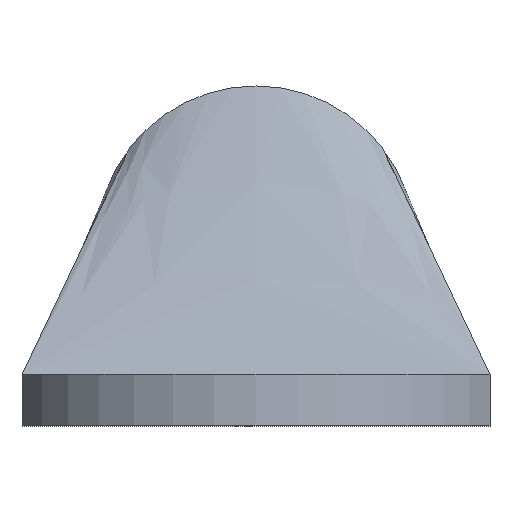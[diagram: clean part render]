
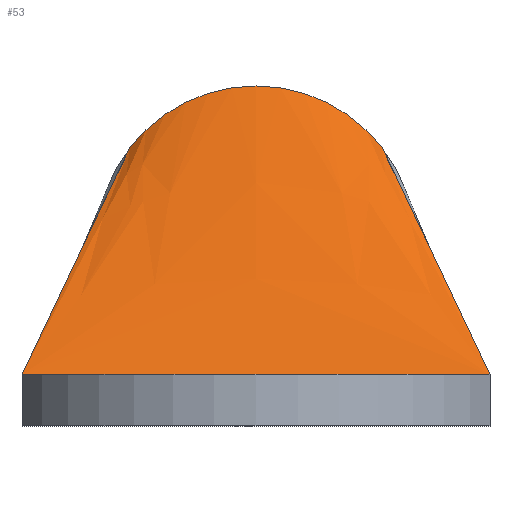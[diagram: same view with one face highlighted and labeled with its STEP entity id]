
A CAD part, top view. The second image highlights one B-rep face of the part: STEP entity #53.
In plain terms, the highlighted free-form (B-spline) face has degree [3, 3] with [9, 4] control points.
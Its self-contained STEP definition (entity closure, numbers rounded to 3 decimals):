
#53=ADVANCED_FACE('',(#80),#81,.F.);
#80=FACE_OUTER_BOUND('',#144,.T.);
#81=B_SPLINE_SURFACE_WITH_KNOTS('',3,3,((#145,#146,#147,#148),(#149,#150,#151,#152),(#153,#154,#155,#156),(#157,#158,#159,#160),(#161,#162,#163,#164),(#165,#166,#167,#168),(#169,#170,#171,#172),(#173,#174,#175,#176),(#177,#178,#179,#180)),.UNSPECIFIED.,.F.,.F.,.F.,(4,1,1,1,1,1,4),(4,4),(0.,0.0,0.25,0.5,0.75,1.0,1.),(0.,1.),.UNSPECIFIED.);
#144=EDGE_LOOP('',(#314,#315,#316,#317,#318));
#145=CARTESIAN_POINT('',(5.502,1.199,-7.));
#146=CARTESIAN_POINT('',(4.657,2.98,-8.166));
#147=CARTESIAN_POINT('',(3.812,4.762,-9.333));
#148=CARTESIAN_POINT('',(2.968,6.543,-10.5));
#149=CARTESIAN_POINT('',(5.501,1.199,-7.));
#150=CARTESIAN_POINT('',(4.657,2.98,-8.166));
#151=CARTESIAN_POINT('',(3.812,4.762,-9.333));
#152=CARTESIAN_POINT('',(2.968,6.543,-10.5));
#153=CARTESIAN_POINT('',(4.584,1.199,-7.));
#154=CARTESIAN_POINT('',(3.929,3.131,-8.166));
#155=CARTESIAN_POINT('',(3.274,5.063,-9.333));
#156=CARTESIAN_POINT('',(2.618,6.995,-10.5));
#157=CARTESIAN_POINT('',(2.75,1.199,-7.));
#158=CARTESIAN_POINT('',(2.404,3.378,-8.166));
#159=CARTESIAN_POINT('',(2.058,5.557,-9.333));
#160=CARTESIAN_POINT('',(1.711,7.735,-10.5));
#161=CARTESIAN_POINT('',(0.0,1.199,-7.));
#162=CARTESIAN_POINT('',(0.0,3.51,-8.166));
#163=CARTESIAN_POINT('',(0.0,5.822,-9.333));
#164=CARTESIAN_POINT('',(0.0,8.133,-10.5));
#165=CARTESIAN_POINT('',(-2.75,1.199,-7.));
#166=CARTESIAN_POINT('',(-2.404,3.378,-8.166));
#167=CARTESIAN_POINT('',(-2.058,5.557,-9.333));
#168=CARTESIAN_POINT('',(-1.711,7.735,-10.5));
#169=CARTESIAN_POINT('',(-4.584,1.199,-7.));
#170=CARTESIAN_POINT('',(-3.929,3.131,-8.166));
#171=CARTESIAN_POINT('',(-3.274,5.063,-9.333));
#172=CARTESIAN_POINT('',(-2.618,6.995,-10.5));
#173=CARTESIAN_POINT('',(-5.501,1.199,-7.));
#174=CARTESIAN_POINT('',(-4.657,2.98,-8.166));
#175=CARTESIAN_POINT('',(-3.812,4.762,-9.333));
#176=CARTESIAN_POINT('',(-2.968,6.543,-10.5));
#177=CARTESIAN_POINT('',(-5.502,1.199,-7.));
#178=CARTESIAN_POINT('',(-4.657,2.98,-8.166));
#179=CARTESIAN_POINT('',(-3.812,4.762,-9.333));
#180=CARTESIAN_POINT('',(-2.968,6.543,-10.5));
#314=ORIENTED_EDGE('',*,*,#393,.T.);
#315=ORIENTED_EDGE('',*,*,#400,.T.);
#316=ORIENTED_EDGE('',*,*,#401,.T.);
#317=ORIENTED_EDGE('',*,*,#402,.F.);
#318=ORIENTED_EDGE('',*,*,#387,.T.);
#387=EDGE_CURVE('',#433,#434,#435,.T.);
#393=EDGE_CURVE('',#434,#443,#444,.T.);
#400=EDGE_CURVE('',#443,#454,#456,.T.);
#401=EDGE_CURVE('',#454,#457,#458,.T.);
#402=EDGE_CURVE('',#433,#457,#459,.T.);
#433=VERTEX_POINT('',#500);
#434=VERTEX_POINT('',#501);
#435=LINE('',#502,#503);
#443=VERTEX_POINT('',#515);
#444=LINE('',#516,#517);
#454=VERTEX_POINT('',#529);
#456=CIRCLE('',#532,3.75);
#457=VERTEX_POINT('',#533);
#458=CIRCLE('',#534,3.75);
#459=LINE('',#535,#536);
#500=CARTESIAN_POINT('',(-5.5,1.2,-7.0));
#501=CARTESIAN_POINT('',(5.5,1.2,-7.0));
#502=CARTESIAN_POINT('',(-5.5,1.2,-7.0));
#503=VECTOR('',#579,11.0);
#515=CARTESIAN_POINT('',(2.967,6.543,-10.5));
#516=CARTESIAN_POINT('',(5.5,1.2,-7.0));
#517=VECTOR('',#587,6.871);
#529=CARTESIAN_POINT('',(0.0,8.0,-10.5));
#532=AXIS2_PLACEMENT_3D('',#600,#601,#602);
#533=CARTESIAN_POINT('',(-2.967,6.543,-10.5));
#534=AXIS2_PLACEMENT_3D('',#603,#604,#605);
#535=CARTESIAN_POINT('',(-5.5,1.2,-7.0));
#536=VECTOR('',#606,6.871);
#579=DIRECTION('',(1.0,0.0,0.0));
#587=DIRECTION('',(-0.369,0.778,-0.509));
#600=CARTESIAN_POINT('',(0.0,4.25,-10.5));
#601=DIRECTION('',(0.0,-0.0,1.0));
#602=DIRECTION('',(0.791,0.611,0.0));
#603=CARTESIAN_POINT('',(0.0,4.25,-10.5));
#604=DIRECTION('',(0.0,-0.0,1.0));
#605=DIRECTION('',(0.0,1.0,0.0));
#606=DIRECTION('',(0.369,0.778,-0.509));
